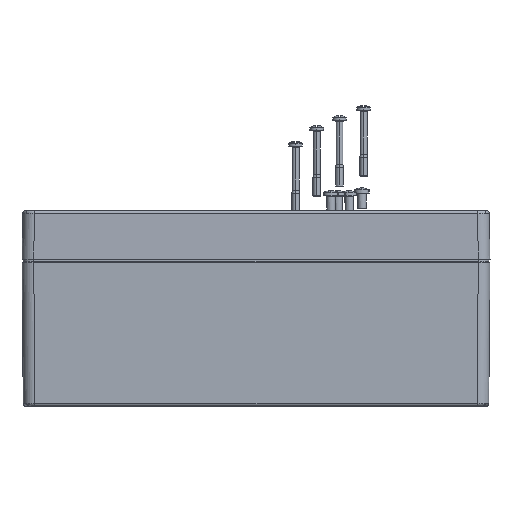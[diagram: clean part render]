
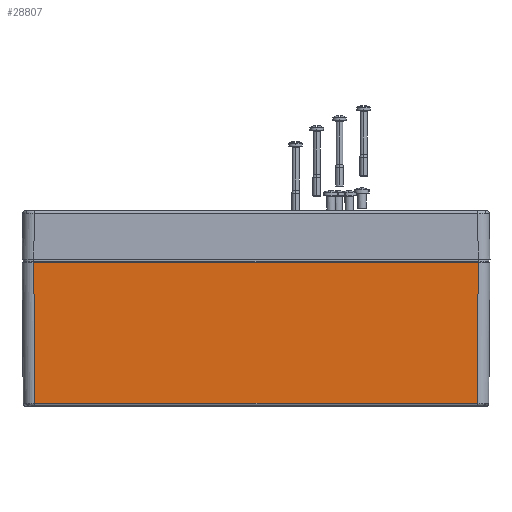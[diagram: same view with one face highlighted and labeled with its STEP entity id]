
A CAD part, top view. The second image highlights one B-rep face of the part: STEP entity #28807.
In plain terms, the highlighted planar face has unit normal (0, -0.008, 1).
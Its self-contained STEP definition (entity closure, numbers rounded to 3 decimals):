
#8604 = CARTESIAN_POINT ( 'NONE',  ( -114.217, -4., 59.967 ) ) ;
#8760 = DIRECTION ( 'NONE',  ( -1., 0., 0. ) ) ;
#8761 = VECTOR ( 'NONE', #8760, 1000. ) ;
#8762 = CARTESIAN_POINT ( 'NONE',  ( -120.25, -4., 59.967 ) ) ;
#8768 = LINE ( 'NONE', #8762, #8761 ) ;
#8863 = CARTESIAN_POINT ( 'NONE',  ( 114.217, -4., 59.967 ) ) ;
#13852 = DIRECTION ( 'NONE',  ( 0.008, 1., 0.008 ) ) ;
#13853 = VECTOR ( 'NONE', #13852, 1000. ) ;
#13854 = CARTESIAN_POINT ( 'NONE',  ( 114.234, -1.923, 59.984 ) ) ;
#13855 = LINE ( 'NONE', #13854, #13853 ) ;
#13985 = DIRECTION ( 'NONE',  ( 0., -1., -0.008 ) ) ;
#13986 = DIRECTION ( 'NONE',  ( 0., -0.008, 1. ) ) ;
#13987 = CARTESIAN_POINT ( 'NONE',  ( -120.25, 0., 60. ) ) ;
#13989 = AXIS2_PLACEMENT_3D ( 'NONE', #13987, #13986, #13985 ) ;
#13999 = PLANE ( 'NONE',  #13989 ) ;
#14000 = FACE_OUTER_BOUND ( 'NONE', #26189, .T. ) ;
#14259 = DIRECTION ( 'NONE',  ( 0.008, -1., -0.008 ) ) ;
#14260 = VECTOR ( 'NONE', #14259, 1000. ) ;
#14261 = CARTESIAN_POINT ( 'NONE',  ( -114.251, 0.049, 60. ) ) ;
#14262 = LINE ( 'NONE', #14261, #14260 ) ;
#14739 = CARTESIAN_POINT ( 'NONE',  ( 113.623, -76.512, 59.372 ) ) ;
#14958 = DIRECTION ( 'NONE',  ( 1., 0., 0. ) ) ;
#14960 = VECTOR ( 'NONE', #14958, 1000. ) ;
#14961 = CARTESIAN_POINT ( 'NONE',  ( -120.25, -76.512, 59.372 ) ) ;
#14962 = LINE ( 'NONE', #14961, #14960 ) ;
#17213 = CARTESIAN_POINT ( 'NONE',  ( -113.623, -76.512, 59.372 ) ) ;
#22736 = VERTEX_POINT ( 'NONE', #8604 ) ;
#22782 = EDGE_CURVE ( 'NONE', #22785, #22736, #8768, .T. ) ;
#22785 = VERTEX_POINT ( 'NONE', #8863 ) ;
#26026 = ORIENTED_EDGE ( 'NONE', *, *, #22782, .T. ) ;
#26189 = EDGE_LOOP ( 'NONE', ( #28539, #26026, #29857, #29467 ) ) ;
#28435 = EDGE_CURVE ( 'NONE', #31100, #22785, #13855, .T. ) ;
#28539 = ORIENTED_EDGE ( 'NONE', *, *, #28435, .T. ) ;
#28807 = ADVANCED_FACE ( 'NONE', ( #14000 ), #13999, .T. ) ;
#29467 = ORIENTED_EDGE ( 'NONE', *, *, #31553, .T. ) ;
#29587 = EDGE_CURVE ( 'NONE', #22736, #38584, #14262, .T. ) ;
#29857 = ORIENTED_EDGE ( 'NONE', *, *, #29587, .T. ) ;
#31100 = VERTEX_POINT ( 'NONE', #14739 ) ;
#31553 = EDGE_CURVE ( 'NONE', #38584, #31100, #14962, .T. ) ;
#38584 = VERTEX_POINT ( 'NONE', #17213 ) ;
